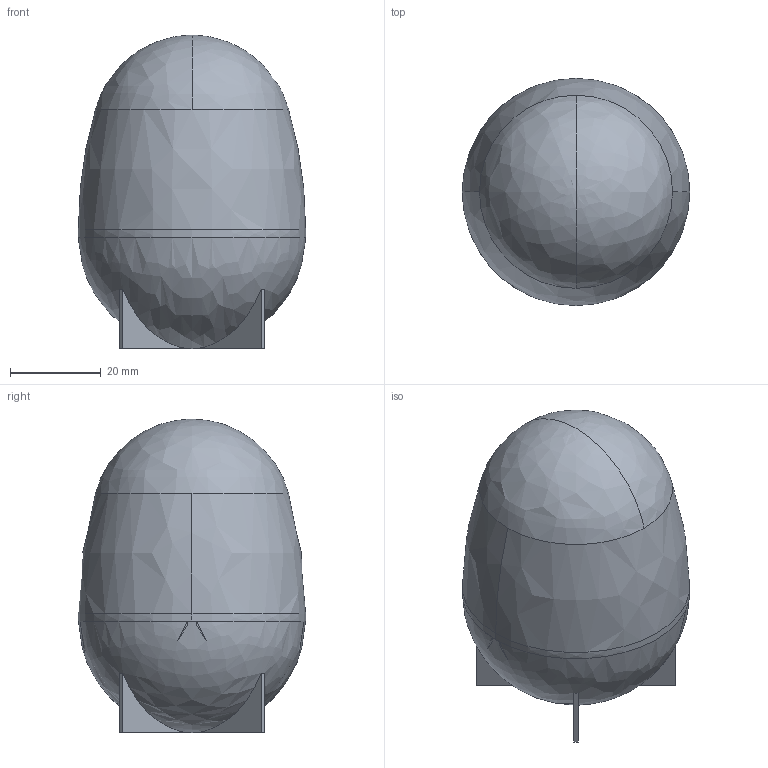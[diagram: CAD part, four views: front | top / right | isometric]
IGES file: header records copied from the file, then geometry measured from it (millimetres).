
Start section: JAMA-IS VERSION  1.0 3D InterOp IGES (Version 21 0 3), Spatial Corp. Copyright (c) 1999-2007.
Global section: file name: MDP2IGSB27; native system: Spatial Corp.; preprocessor: 3D InterOp ACIS/IGES; author: SPACE-E_User; organization: NDES/Space-E; date: 131121.101612; units: millimetre
Bounding box: 50.02 x 50.02 x 69.02 mm (x, y, z)
Surface area: 20816.6 mm2 (no closed solid volume)
Topology: 0 solids, 0 shells, 261 faces, 2121 edges, 2061 vertices
Faces by surface type: bspline 261
